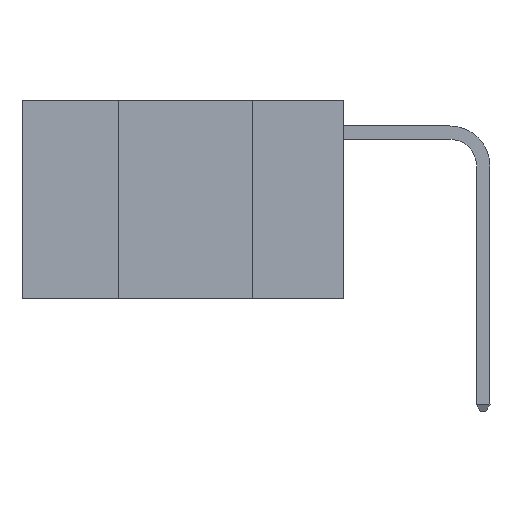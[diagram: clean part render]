
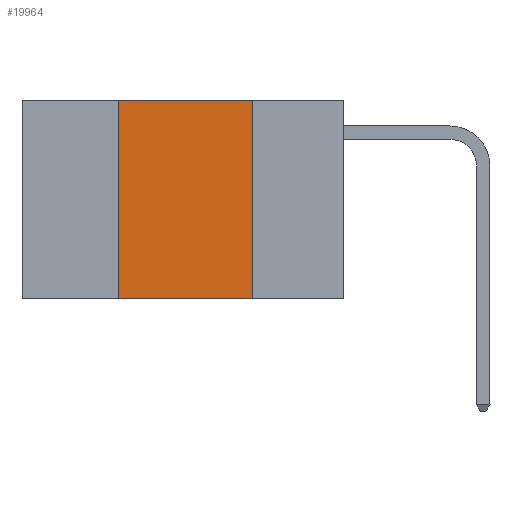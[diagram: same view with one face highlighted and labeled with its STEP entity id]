
A CAD part, left-side view. The second image highlights one B-rep face of the part: STEP entity #19964.
In plain terms, the highlighted planar face has unit normal (-1, 0, 0).
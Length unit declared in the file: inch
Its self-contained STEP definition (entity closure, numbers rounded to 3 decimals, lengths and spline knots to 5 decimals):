
#112 = CARTESIAN_POINT ( 'NONE',  ( 0., 0.6, 0. ) ) ;
#2238 = ORIENTED_EDGE ( 'NONE', *, *, #9761, .T. ) ;
#3516 = VERTEX_POINT ( 'NONE', #13823 ) ;
#4177 = DIRECTION ( 'NONE',  ( 0., 0., 1. ) ) ;
#5259 = CARTESIAN_POINT ( 'NONE',  ( 0., 0.6, -0.37 ) ) ;
#5650 = CARTESIAN_POINT ( 'NONE',  ( 0., 0.17, 0. ) ) ;
#6251 = ORIENTED_EDGE ( 'NONE', *, *, #10995, .F. ) ;
#8545 = PLANE ( 'NONE',  #8655 ) ;
#8655 = AXIS2_PLACEMENT_3D ( 'NONE', #19476, #10393, #23109 ) ;
#8701 = CARTESIAN_POINT ( 'NONE',  ( 0., 0.42, 0. ) ) ;
#8993 = CARTESIAN_POINT ( 'NONE',  ( 0., 0.17, -0.37 ) ) ;
#9761 = EDGE_CURVE ( 'NONE', #3516, #9808, #19480, .T. ) ;
#9808 = VERTEX_POINT ( 'NONE', #8993 ) ;
#9932 = VECTOR ( 'NONE', #14792, 39.37008 ) ;
#10393 = DIRECTION ( 'NONE',  ( 1., 0., 0. ) ) ;
#10570 = FACE_OUTER_BOUND ( 'NONE', #13198, .T. ) ;
#10612 = VECTOR ( 'NONE', #4177, 39.37008 ) ;
#10995 = EDGE_CURVE ( 'NONE', #3516, #20024, #15471, .T. ) ;
#12593 = ORIENTED_EDGE ( 'NONE', *, *, #15975, .F. ) ;
#12860 = DIRECTION ( 'NONE',  ( 0., -1., 0. ) ) ;
#13063 = VERTEX_POINT ( 'NONE', #23086 ) ;
#13198 = EDGE_LOOP ( 'NONE', ( #12593, #13668, #6251, #2238 ) ) ;
#13668 = ORIENTED_EDGE ( 'NONE', *, *, #22937, .F. ) ;
#13823 = CARTESIAN_POINT ( 'NONE',  ( 0., 0.42, -0.37 ) ) ;
#14768 = LINE ( 'NONE', #5650, #9932 ) ;
#14792 = DIRECTION ( 'NONE',  ( 0., 0., -1. ) ) ;
#15067 = CARTESIAN_POINT ( 'NONE',  ( 0., 0.42, 0. ) ) ;
#15471 = LINE ( 'NONE', #15067, #10612 ) ;
#15975 = EDGE_CURVE ( 'NONE', #13063, #9808, #14768, .T. ) ;
#17269 = LINE ( 'NONE', #112, #22052 ) ;
#18009 = DIRECTION ( 'NONE',  ( 0., -1., 0. ) ) ;
#18904 = VECTOR ( 'NONE', #18009, 39.37008 ) ;
#19476 = CARTESIAN_POINT ( 'NONE',  ( 0., 0.6, 0. ) ) ;
#19480 = LINE ( 'NONE', #5259, #18904 ) ;
#19964 = ADVANCED_FACE ( 'NONE', ( #10570 ), #8545, .F. ) ;
#20024 = VERTEX_POINT ( 'NONE', #8701 ) ;
#22052 = VECTOR ( 'NONE', #12860, 39.37008 ) ;
#22937 = EDGE_CURVE ( 'NONE', #20024, #13063, #17269, .T. ) ;
#23086 = CARTESIAN_POINT ( 'NONE',  ( 0., 0.17, 0. ) ) ;
#23109 = DIRECTION ( 'NONE',  ( 0., 0., -1. ) ) ;
